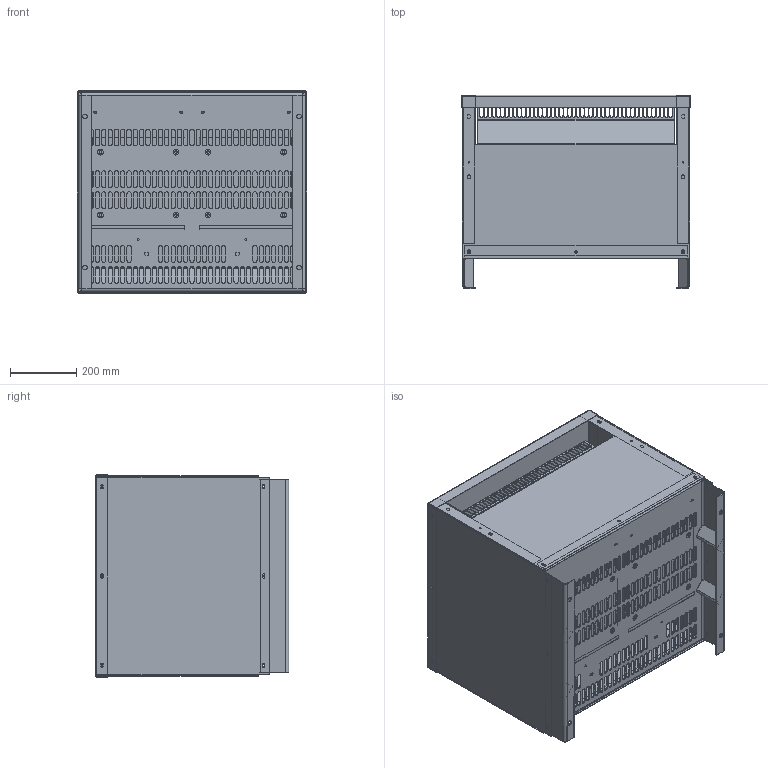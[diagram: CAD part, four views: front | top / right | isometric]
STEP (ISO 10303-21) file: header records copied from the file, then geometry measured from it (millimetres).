
FILE_DESCRIPTION (( 'STEP AP214' ), '1' );
FILE_NAME ('T169438.STEP', '2017-03-01T16:31:02', ( '' ), ( '' ), 'SwSTEP 2.0', 'SolidWorks 2017', '' );
FILE_SCHEMA (( 'AUTOMOTIVE_DESIGN' ));
Length unit declared in the file: inch
Products named in the file (11): D   -700025-03; T169438; B  2-700257-; A  3-1430301-01; B  2-700258-; C   -700026-01; C   -700027-01; C   -700028-01; D   -700025-03 V Support Bracket
Assembly tree (17 placements, depth 3):
  T169438
    D   -700025-03
      D   -700025-03
      D   -700025-03 V Support Bracket  x4
    C   -700028-01  x2
    C   -700027-01
    C   -700026-01  x2
    B  2-700257-  x2
      B  2-700257-
      B  2-700258-
      A  3-1430301-01
Bounding box: 693.42 x 585.72 x 611.12 mm (x, y, z)
Volume: 5777504.1 mm3; surface area: 6665577.3 mm2
Topology: 18 solids, 18 shells, 1843 faces, 5105 edges, 3302 vertices
Faces by surface type: cylinder 913, plane 886, bspline 28, cone 8, torus 8
Entity records: 47910 total; most frequent: CARTESIAN_POINT 9275, DIRECTION 8086, ORIENTED_EDGE 7832, EDGE_CURVE 3916, AXIS2_PLACEMENT_3D 2825, VERTEX_POINT 2550, VECTOR 2436, LINE 2436
